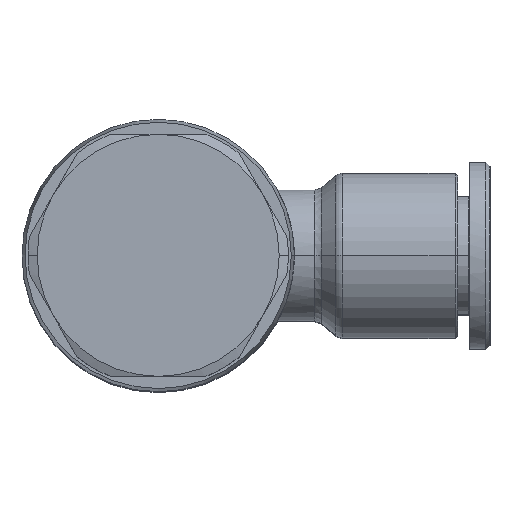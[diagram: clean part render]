
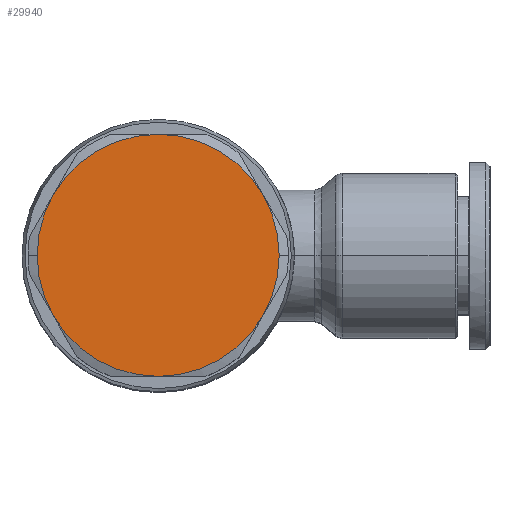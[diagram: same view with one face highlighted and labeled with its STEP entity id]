
A CAD part, top view. The second image highlights one B-rep face of the part: STEP entity #29940.
In plain terms, the highlighted planar face has unit normal (0, 0, 1).
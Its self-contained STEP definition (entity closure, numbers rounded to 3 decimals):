
#1208=CARTESIAN_POINT('',(-3.1,0.,16.));
#1209=VERTEX_POINT('',#1208);
#1217=CARTESIAN_POINT('',(-1.492,-6.,16.));
#1218=VERTEX_POINT('',#1217);
#1232=CARTESIAN_POINT('',(8.9,0.,16.));
#1233=DIRECTION('',(0.0,0.0,1.0));
#1234=DIRECTION('',(-1.0,0.0,0.0));
#1235=AXIS2_PLACEMENT_3D('',#1232,#1233,#1234);
#1236=CIRCLE('',#1235,12.);
#1237=EDGE_CURVE('',#1209,#1218,#1236,.T.);
#1247=CARTESIAN_POINT('',(20.9,0.,16.));
#1248=VERTEX_POINT('',#1247);
#1255=CARTESIAN_POINT('',(19.292,-6.,16.));
#1256=VERTEX_POINT('',#1255);
#1257=CARTESIAN_POINT('',(8.9,0.,16.));
#1258=DIRECTION('',(0.0,0.0,1.0));
#1259=DIRECTION('',(-1.0,0.0,0.0));
#1260=AXIS2_PLACEMENT_3D('',#1257,#1258,#1259);
#1261=CIRCLE('',#1260,12.);
#1262=EDGE_CURVE('',#1256,#1248,#1261,.T.);
#29354=CARTESIAN_POINT('',(8.9,-12.,16.));
#29355=VERTEX_POINT('',#29354);
#29391=CARTESIAN_POINT('',(8.9,0.,16.));
#29392=DIRECTION('',(0.0,0.0,1.0));
#29393=DIRECTION('',(-1.0,0.0,0.0));
#29394=AXIS2_PLACEMENT_3D('',#29391,#29392,#29393);
#29395=CIRCLE('',#29394,12.);
#29396=EDGE_CURVE('',#29355,#1256,#29395,.T.);
#29443=CARTESIAN_POINT('',(8.9,0.,16.));
#29444=DIRECTION('',(0.0,0.0,1.0));
#29445=DIRECTION('',(-1.0,0.0,0.0));
#29446=AXIS2_PLACEMENT_3D('',#29443,#29444,#29445);
#29447=CIRCLE('',#29446,12.);
#29448=EDGE_CURVE('',#1218,#29355,#29447,.T.);
#29468=CARTESIAN_POINT('',(19.292,6.,16.));
#29469=VERTEX_POINT('',#29468);
#29483=CARTESIAN_POINT('',(8.9,0.,16.));
#29484=DIRECTION('',(0.0,0.0,1.0));
#29485=DIRECTION('',(-1.0,0.0,0.0));
#29486=AXIS2_PLACEMENT_3D('',#29483,#29484,#29485);
#29487=CIRCLE('',#29486,12.);
#29488=EDGE_CURVE('',#1248,#29469,#29487,.T.);
#29522=CARTESIAN_POINT('',(8.9,12.,16.));
#29523=VERTEX_POINT('',#29522);
#29537=CARTESIAN_POINT('',(8.9,0.,16.));
#29538=DIRECTION('',(0.0,0.0,1.0));
#29539=DIRECTION('',(-1.0,0.0,0.0));
#29540=AXIS2_PLACEMENT_3D('',#29537,#29538,#29539);
#29541=CIRCLE('',#29540,12.);
#29542=EDGE_CURVE('',#29469,#29523,#29541,.T.);
#29552=CARTESIAN_POINT('',(-1.492,6.,16.));
#29553=VERTEX_POINT('',#29552);
#29569=CARTESIAN_POINT('',(8.9,0.,16.));
#29570=DIRECTION('',(0.0,0.0,1.0));
#29571=DIRECTION('',(-1.0,0.0,0.0));
#29572=AXIS2_PLACEMENT_3D('',#29569,#29570,#29571);
#29573=CIRCLE('',#29572,12.);
#29574=EDGE_CURVE('',#29523,#29553,#29573,.T.);
#29607=CARTESIAN_POINT('',(8.9,0.,16.));
#29608=DIRECTION('',(0.0,0.0,1.0));
#29609=DIRECTION('',(-1.0,0.0,0.0));
#29610=AXIS2_PLACEMENT_3D('',#29607,#29608,#29609);
#29611=CIRCLE('',#29610,12.);
#29612=EDGE_CURVE('',#29553,#1209,#29611,.T.);
#29925=CARTESIAN_POINT('',(8.9,0.,16.));
#29926=DIRECTION('',(0.0,0.0,1.0));
#29927=DIRECTION('',(-1.0,0.0,0.0));
#29928=AXIS2_PLACEMENT_3D('',#29925,#29926,#29927);
#29929=PLANE('',#29928);
#29930=ORIENTED_EDGE('',*,*,#1262,.T.);
#29931=ORIENTED_EDGE('',*,*,#29488,.T.);
#29932=ORIENTED_EDGE('',*,*,#29542,.T.);
#29933=ORIENTED_EDGE('',*,*,#29574,.T.);
#29934=ORIENTED_EDGE('',*,*,#29612,.T.);
#29935=ORIENTED_EDGE('',*,*,#1237,.T.);
#29936=ORIENTED_EDGE('',*,*,#29448,.T.);
#29937=ORIENTED_EDGE('',*,*,#29396,.T.);
#29938=EDGE_LOOP('',(#29930,#29931,#29932,#29933,#29934,#29935,#29936,#29937));
#29939=FACE_OUTER_BOUND('',#29938,.T.);
#29940=ADVANCED_FACE('',(#29939),#29929,.T.);
